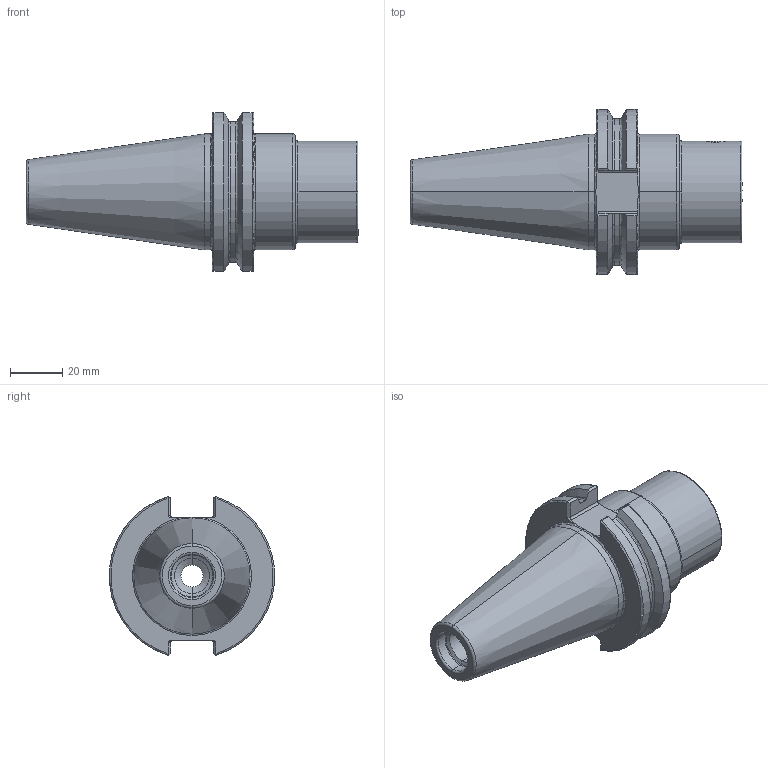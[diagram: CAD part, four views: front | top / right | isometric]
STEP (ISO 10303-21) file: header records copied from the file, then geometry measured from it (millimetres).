
FILE_DESCRIPTION (( 'STEP AP203' ), '1' );
FILE_NAME ('CT4-ST4.K01.059.STEP', '2016-02-12T08:40:20', ( 'SWIAdmin' ), ( 'Hewlett-Packard Company' ), 'SwSTEP 2.0', 'SolidWorks 2015', '' );
FILE_SCHEMA (( 'CONFIG_CONTROL_DESIGN' ));
Length unit declared in the file: millimetre
Products named in the file (4): CT4-ST4.K01.059_A; ST4-ER1.001.011_A; DIN 3771 - 19x1.5_19x2; CT4-ST4.K01.059
Assembly tree (3 placements, depth 2):
  CT4-ST4.K01.059
    CT4-ST4.K01.059_A
    ST4-ER1.001.011_A
    DIN 3771 - 19x1.5_19x2
Bounding box: 127.25 x 63.28 x 60.87 mm (x, y, z)
Volume: 147393.8 mm3; surface area: 27548.6 mm2
Topology: 3 solids, 3 shells, 144 faces, 367 edges, 225 vertices
Faces by surface type: plane 44, cylinder 39, torus 35, cone 22, bspline 4
Entity records: 5358 total; most frequent: CARTESIAN_POINT 1560, ORIENTED_EDGE 726, DIRECTION 709, EDGE_CURVE 363, AXIS2_PLACEMENT_3D 283, VERTEX_POINT 225, EDGE_LOOP 150, FACE_OUTER_BOUND 144
